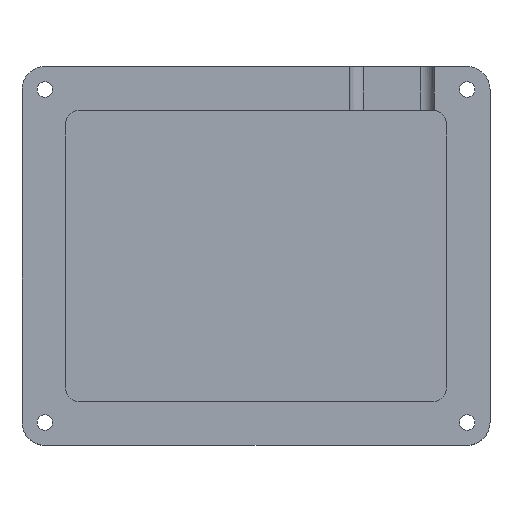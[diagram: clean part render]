
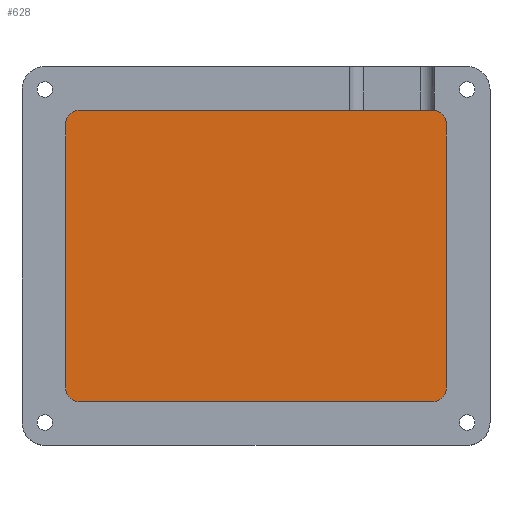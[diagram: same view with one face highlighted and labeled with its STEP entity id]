
A CAD part, top view. The second image highlights one B-rep face of the part: STEP entity #628.
In plain terms, the highlighted planar face has unit normal (0, 0, 1).
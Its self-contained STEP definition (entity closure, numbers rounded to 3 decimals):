
#54=FACE_OUTER_BOUND('',#94,.T.);
#94=EDGE_LOOP('',(#461,#462,#463,#464,#465,#466,#467,#468));
#147=LINE('',#1008,#200);
#151=LINE('',#1017,#204);
#152=LINE('',#1019,#205);
#153=LINE('',#1023,#206);
#200=VECTOR('',#797,10.);
#204=VECTOR('',#807,10.);
#205=VECTOR('',#808,10.);
#206=VECTOR('',#811,10.);
#252=CIRCLE('',#689,3.);
#253=CIRCLE('',#692,3.);
#254=CIRCLE('',#694,3.);
#255=CIRCLE('',#695,3.);
#299=VERTEX_POINT('',#1001);
#300=VERTEX_POINT('',#1002);
#301=VERTEX_POINT('',#1007);
#302=VERTEX_POINT('',#1011);
#303=VERTEX_POINT('',#1012);
#304=VERTEX_POINT('',#1018);
#305=VERTEX_POINT('',#1020);
#306=VERTEX_POINT('',#1022);
#359=EDGE_CURVE('',#299,#300,#252,.T.);
#362=EDGE_CURVE('',#299,#301,#147,.T.);
#364=EDGE_CURVE('',#302,#303,#253,.T.);
#367=EDGE_CURVE('',#302,#300,#151,.T.);
#368=EDGE_CURVE('',#304,#303,#152,.T.);
#369=EDGE_CURVE('',#304,#305,#254,.T.);
#370=EDGE_CURVE('',#306,#305,#153,.T.);
#371=EDGE_CURVE('',#306,#301,#255,.T.);
#461=ORIENTED_EDGE('',*,*,#359,.T.);
#462=ORIENTED_EDGE('',*,*,#367,.F.);
#463=ORIENTED_EDGE('',*,*,#364,.T.);
#464=ORIENTED_EDGE('',*,*,#368,.F.);
#465=ORIENTED_EDGE('',*,*,#369,.T.);
#466=ORIENTED_EDGE('',*,*,#370,.F.);
#467=ORIENTED_EDGE('',*,*,#371,.T.);
#468=ORIENTED_EDGE('',*,*,#362,.F.);
#608=PLANE('',#693);
#628=ADVANCED_FACE('',(#54),#608,.T.);
#689=AXIS2_PLACEMENT_3D('',#1003,#791,#792);
#692=AXIS2_PLACEMENT_3D('',#1013,#801,#802);
#693=AXIS2_PLACEMENT_3D('',#1016,#805,#806);
#694=AXIS2_PLACEMENT_3D('',#1021,#809,#810);
#695=AXIS2_PLACEMENT_3D('',#1024,#812,#813);
#791=DIRECTION('center_axis',(0.,0.,1.));
#792=DIRECTION('ref_axis',(-0.707,-0.707,0.));
#797=DIRECTION('',(0.,1.,0.));
#801=DIRECTION('center_axis',(0.,0.,1.));
#802=DIRECTION('ref_axis',(0.707,-0.707,0.));
#805=DIRECTION('center_axis',(0.,0.,1.));
#806=DIRECTION('ref_axis',(1.,0.,0.));
#807=DIRECTION('',(-1.,0.,0.));
#808=DIRECTION('',(0.,-1.,0.));
#809=DIRECTION('center_axis',(0.,0.,1.));
#810=DIRECTION('ref_axis',(0.707,0.707,0.));
#811=DIRECTION('',(1.,0.,0.));
#812=DIRECTION('center_axis',(0.,0.,1.));
#813=DIRECTION('ref_axis',(-0.707,0.707,0.));
#1001=CARTESIAN_POINT('',(-73.758,-17.016,3.));
#1002=CARTESIAN_POINT('',(-70.758,-20.016,3.));
#1003=CARTESIAN_POINT('Origin',(-70.758,-17.016,3.));
#1007=CARTESIAN_POINT('',(-73.758,40.497,3.));
#1008=CARTESIAN_POINT('',(-73.758,-4.138,3.));
#1011=CARTESIAN_POINT('',(6.204,-20.016,3.));
#1012=CARTESIAN_POINT('',(9.204,-17.016,3.));
#1013=CARTESIAN_POINT('Origin',(6.204,-17.016,3.));
#1016=CARTESIAN_POINT('Origin',(-32.277,11.74,3.));
#1017=CARTESIAN_POINT('',(-11.536,-20.016,3.));
#1018=CARTESIAN_POINT('',(9.204,40.497,3.));
#1019=CARTESIAN_POINT('',(9.204,27.618,3.));
#1020=CARTESIAN_POINT('',(6.204,43.497,3.));
#1021=CARTESIAN_POINT('Origin',(6.204,40.497,3.));
#1022=CARTESIAN_POINT('',(-70.758,43.497,3.));
#1023=CARTESIAN_POINT('',(-53.018,43.497,3.));
#1024=CARTESIAN_POINT('Origin',(-70.758,40.497,3.));
